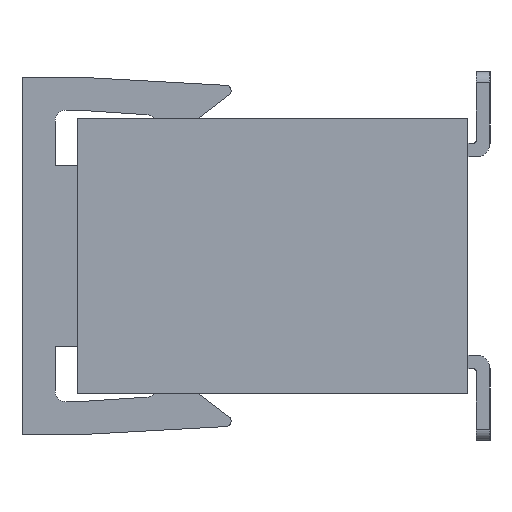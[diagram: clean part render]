
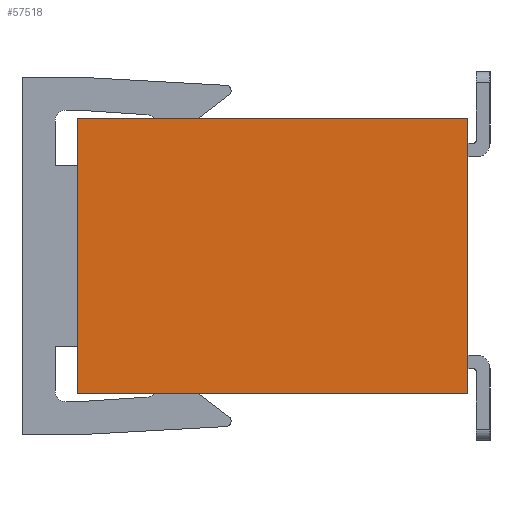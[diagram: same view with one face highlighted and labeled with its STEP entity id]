
A CAD part, left-side view. The second image highlights one B-rep face of the part: STEP entity #57518.
In plain terms, the highlighted planar face has unit normal (-1, 0, 0).
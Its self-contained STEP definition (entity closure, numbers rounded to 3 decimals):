
#1173=CARTESIAN_POINT('',(-1.27,1.,-1.1));
#1174=VERTEX_POINT('',#1173);
#1191=CARTESIAN_POINT('',(-1.27,8.1,-1.1));
#1192=VERTEX_POINT('',#1191);
#1199=CARTESIAN_POINT('',(-1.27,8.1,-1.1));
#1200=DIRECTION('',(0.,-1.,0.));
#1201=VECTOR('',#1200,7.1);
#1202=LINE('',#1199,#1201);
#1203=EDGE_CURVE('',#1192,#1174,#1202,.T.);
#1219=CARTESIAN_POINT('',(-1.27,1.,-6.1));
#1220=VERTEX_POINT('',#1219);
#1229=CARTESIAN_POINT('',(-1.27,8.1,-6.1));
#1230=VERTEX_POINT('',#1229);
#1231=CARTESIAN_POINT('',(-1.27,8.1,-6.1));
#1232=DIRECTION('',(0.,-1.,0.));
#1233=VECTOR('',#1232,7.1);
#1234=LINE('',#1231,#1233);
#1235=EDGE_CURVE('',#1230,#1220,#1234,.T.);
#1273=CARTESIAN_POINT('',(-1.27,8.1,-1.1));
#1274=DIRECTION('',(0.,0.,-1.));
#1275=VECTOR('',#1274,5.);
#1276=LINE('',#1273,#1275);
#1277=EDGE_CURVE('',#1192,#1230,#1276,.T.);
#57502=CARTESIAN_POINT('',(-1.27,1.,-6.1));
#57503=DIRECTION('',(0.,0.,1.));
#57504=DIRECTION('',(-1.,0.,0.));
#57505=AXIS2_PLACEMENT_3D('',#57502,#57504,#57503);
#57506=PLANE('',#57505);
#57507=ORIENTED_EDGE('',*,*,#1277,.T.);
#57508=ORIENTED_EDGE('',*,*,#1235,.T.);
#57509=CARTESIAN_POINT('',(-1.27,1.,-6.1));
#57510=DIRECTION('',(0.,0.,1.));
#57511=VECTOR('',#57510,5.);
#57512=LINE('',#57509,#57511);
#57513=EDGE_CURVE('',#1220,#1174,#57512,.T.);
#57514=ORIENTED_EDGE('',*,*,#57513,.T.);
#57515=ORIENTED_EDGE('',*,*,#1203,.F.);
#57516=EDGE_LOOP('',(#57507,#57508,#57514,#57515));
#57517=FACE_OUTER_BOUND('',#57516,.T.);
#57518=ADVANCED_FACE('',(#57517),#57506,.T.);
